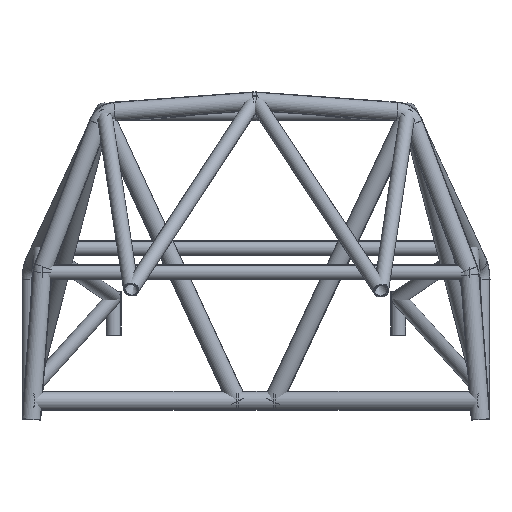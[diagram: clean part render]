
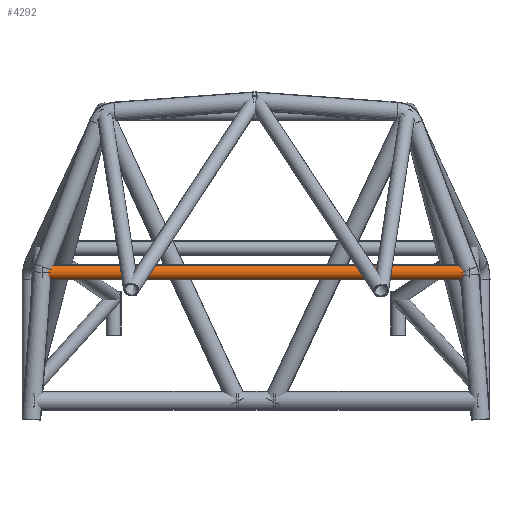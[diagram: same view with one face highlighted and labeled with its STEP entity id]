
A CAD part, left-side view. The second image highlights one B-rep face of the part: STEP entity #4292.
In plain terms, the highlighted cylindrical face has radius 20 mm (diameter 40 mm), a full revolution.
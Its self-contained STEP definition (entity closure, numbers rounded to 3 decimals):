
#4220 = EDGE_CURVE('',#4221,#4221,#4223,.T.);
#4221 = VERTEX_POINT('',#4222);
#4222 = CARTESIAN_POINT('',(925.,890.551,787.626));
#4223 = SURFACE_CURVE('',#4224,(#4229,#4245),.PCURVE_S1.);
#4224 = CIRCLE('',#4225,20.);
#4225 = AXIS2_PLACEMENT_3D('',#4226,#4227,#4228);
#4226 = CARTESIAN_POINT('',(925.,890.553,767.626));
#4227 = DIRECTION('',(0.,-1.,0.));
#4228 = DIRECTION('',(0.,0.,1.));
#4229 = PCURVE('',#4230,#4235);
#4230 = PLANE('',#4231);
#4231 = AXIS2_PLACEMENT_3D('',#4232,#4233,#4234);
#4232 = CARTESIAN_POINT('',(925.,890.551,787.626));
#4233 = DIRECTION('',(0.,1.,0.));
#4234 = DIRECTION('',(0.,0.,1.));
#4235 = DEFINITIONAL_REPRESENTATION('',(#4236),#4244);
#4236 = ( BOUNDED_CURVE() B_SPLINE_CURVE(2,(#4237,#4238,#4239,#4240,
#4241,#4242,#4243),.UNSPECIFIED.,.F.,.F.) B_SPLINE_CURVE_WITH_KNOTS((1,2
    ,2,2,2,1),(-2.094,0.,2.094,4.189,
6.283,8.378),.UNSPECIFIED.) CURVE() 
GEOMETRIC_REPRESENTATION_ITEM() RATIONAL_B_SPLINE_CURVE((1.,0.5,1.,0.5,
1.,0.5,1.)) REPRESENTATION_ITEM('') );
#4237 = CARTESIAN_POINT('',(0.,0.));
#4238 = CARTESIAN_POINT('',(0.,-34.641));
#4239 = CARTESIAN_POINT('',(-30.,-17.321));
#4240 = CARTESIAN_POINT('',(-60.,0.));
#4241 = CARTESIAN_POINT('',(-30.,17.321));
#4242 = CARTESIAN_POINT('',(0.,34.641));
#4243 = CARTESIAN_POINT('',(0.,0.));
#4244 = ( GEOMETRIC_REPRESENTATION_CONTEXT(2) 
PARAMETRIC_REPRESENTATION_CONTEXT() REPRESENTATION_CONTEXT('2D SPACE',''
  ) );
#4245 = PCURVE('',#4246,#4251);
#4246 = CYLINDRICAL_SURFACE('',#4247,20.);
#4247 = AXIS2_PLACEMENT_3D('',#4248,#4249,#4250);
#4248 = CARTESIAN_POINT('',(925.,890.553,767.626));
#4249 = DIRECTION('',(0.,-1.,0.));
#4250 = DIRECTION('',(0.,0.,1.));
#4251 = DEFINITIONAL_REPRESENTATION('',(#4252),#4256);
#4252 = LINE('',#4253,#4254);
#4253 = CARTESIAN_POINT('',(0.,0.));
#4254 = VECTOR('',#4255,1.);
#4255 = DIRECTION('',(1.,0.));
#4256 = ( GEOMETRIC_REPRESENTATION_CONTEXT(2) 
PARAMETRIC_REPRESENTATION_CONTEXT() REPRESENTATION_CONTEXT('2D SPACE',''
  ) );
#4292 = ADVANCED_FACE('',(#4293),#4246,.F.);
#4293 = FACE_BOUND('',#4294,.F.);
#4294 = EDGE_LOOP('',(#4295,#4317,#4348,#4349));
#4295 = ORIENTED_EDGE('',*,*,#4296,.T.);
#4296 = EDGE_CURVE('',#4221,#4297,#4299,.T.);
#4297 = VERTEX_POINT('',#4298);
#4298 = CARTESIAN_POINT('',(925.,-250.049,787.514));
#4299 = SEAM_CURVE('',#4300,(#4304,#4311),.PCURVE_S1.);
#4300 = LINE('',#4301,#4302);
#4301 = CARTESIAN_POINT('',(925.,890.551,787.626));
#4302 = VECTOR('',#4303,1.);
#4303 = DIRECTION('',(0.,-1.,0.));
#4304 = PCURVE('',#4246,#4305);
#4305 = DEFINITIONAL_REPRESENTATION('',(#4306),#4310);
#4306 = LINE('',#4307,#4308);
#4307 = CARTESIAN_POINT('',(6.283,0.));
#4308 = VECTOR('',#4309,1.);
#4309 = DIRECTION('',(0.,1.));
#4310 = ( GEOMETRIC_REPRESENTATION_CONTEXT(2) 
PARAMETRIC_REPRESENTATION_CONTEXT() REPRESENTATION_CONTEXT('2D SPACE',''
  ) );
#4311 = PCURVE('',#4246,#4312);
#4312 = DEFINITIONAL_REPRESENTATION('',(#4313),#4316);
#4313 = B_SPLINE_CURVE_WITH_KNOTS('',1,(#4314,#4315),.UNSPECIFIED.,.F.,
  .F.,(2,2),(0.,1140.6),.PIECEWISE_BEZIER_KNOTS.);
#4314 = CARTESIAN_POINT('',(0.,0.));
#4315 = CARTESIAN_POINT('',(0.,1140.6));
#4316 = ( GEOMETRIC_REPRESENTATION_CONTEXT(2) 
PARAMETRIC_REPRESENTATION_CONTEXT() REPRESENTATION_CONTEXT('2D SPACE',''
  ) );
#4317 = ORIENTED_EDGE('',*,*,#4318,.F.);
#4318 = EDGE_CURVE('',#4297,#4297,#4319,.T.);
#4319 = SURFACE_CURVE('',#4320,(#4325,#4332),.PCURVE_S1.);
#4320 = CIRCLE('',#4321,20.);
#4321 = AXIS2_PLACEMENT_3D('',#4322,#4323,#4324);
#4322 = CARTESIAN_POINT('',(925.,-250.047,767.514));
#4323 = DIRECTION('',(0.,-1.,0.));
#4324 = DIRECTION('',(0.,0.,1.));
#4325 = PCURVE('',#4246,#4326);
#4326 = DEFINITIONAL_REPRESENTATION('',(#4327),#4331);
#4327 = LINE('',#4328,#4329);
#4328 = CARTESIAN_POINT('',(0.,1140.6));
#4329 = VECTOR('',#4330,1.);
#4330 = DIRECTION('',(1.,0.));
#4331 = ( GEOMETRIC_REPRESENTATION_CONTEXT(2) 
PARAMETRIC_REPRESENTATION_CONTEXT() REPRESENTATION_CONTEXT('2D SPACE',''
  ) );
#4332 = PCURVE('',#4333,#4338);
#4333 = PLANE('',#4334);
#4334 = AXIS2_PLACEMENT_3D('',#4335,#4336,#4337);
#4335 = CARTESIAN_POINT('',(925.,-250.049,787.514));
#4336 = DIRECTION('',(0.,1.,0.));
#4337 = DIRECTION('',(0.,0.,1.));
#4338 = DEFINITIONAL_REPRESENTATION('',(#4339),#4347);
#4339 = ( BOUNDED_CURVE() B_SPLINE_CURVE(2,(#4340,#4341,#4342,#4343,
#4344,#4345,#4346),.UNSPECIFIED.,.F.,.F.) B_SPLINE_CURVE_WITH_KNOTS((1,2
    ,2,2,2,1),(-2.094,0.,2.094,4.189,
6.283,8.378),.UNSPECIFIED.) CURVE() 
GEOMETRIC_REPRESENTATION_ITEM() RATIONAL_B_SPLINE_CURVE((1.,0.5,1.,0.5,
1.,0.5,1.)) REPRESENTATION_ITEM('') );
#4340 = CARTESIAN_POINT('',(0.,0.));
#4341 = CARTESIAN_POINT('',(0.,-34.641));
#4342 = CARTESIAN_POINT('',(-30.,-17.321));
#4343 = CARTESIAN_POINT('',(-60.,0.));
#4344 = CARTESIAN_POINT('',(-30.,17.321));
#4345 = CARTESIAN_POINT('',(0.,34.641));
#4346 = CARTESIAN_POINT('',(0.,0.));
#4347 = ( GEOMETRIC_REPRESENTATION_CONTEXT(2) 
PARAMETRIC_REPRESENTATION_CONTEXT() REPRESENTATION_CONTEXT('2D SPACE',''
  ) );
#4348 = ORIENTED_EDGE('',*,*,#4296,.F.);
#4349 = ORIENTED_EDGE('',*,*,#4220,.T.);
